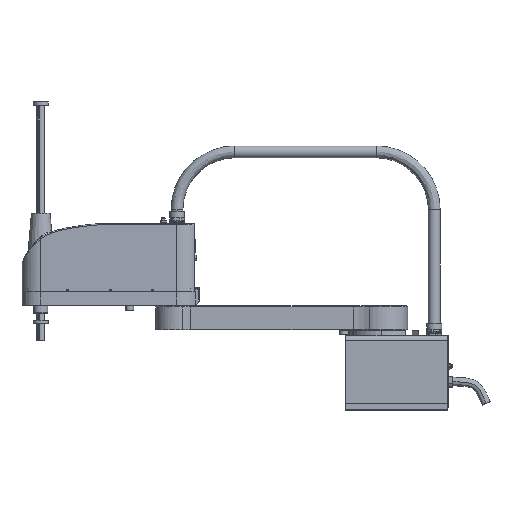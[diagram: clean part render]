
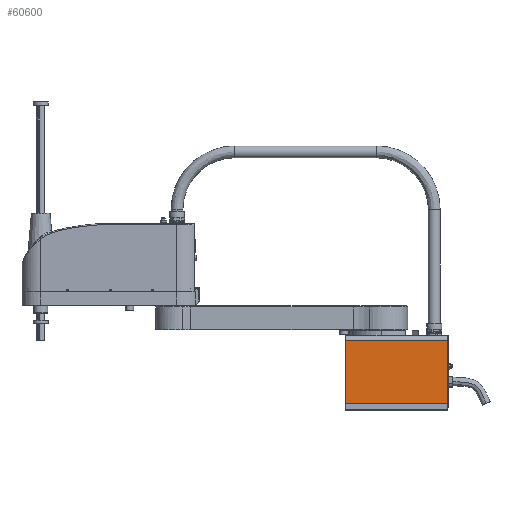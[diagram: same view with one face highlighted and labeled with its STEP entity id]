
A CAD part, top view. The second image highlights one B-rep face of the part: STEP entity #60600.
In plain terms, the highlighted planar face has unit normal (0, 0, 1).
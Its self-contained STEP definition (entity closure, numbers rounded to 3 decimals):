
#173 = VECTOR ( 'NONE', #26058, 1000. ) ;
#3149 = VECTOR ( 'NONE', #21874, 1000. ) ;
#7059 = LINE ( 'NONE', #47343, #31661 ) ;
#7334 = ORIENTED_EDGE ( 'NONE', *, *, #31901, .F. ) ;
#7368 = CARTESIAN_POINT ( 'NONE',  ( -105., 5., 105. ) ) ;
#12392 = ORIENTED_EDGE ( 'NONE', *, *, #41263, .F. ) ;
#13248 = LINE ( 'NONE', #59416, #173 ) ;
#15146 = VERTEX_POINT ( 'NONE', #49564 ) ;
#15572 = VECTOR ( 'NONE', #17483, 1000. ) ;
#17271 = PLANE ( 'NONE',  #46846 ) ;
#17483 = DIRECTION ( 'NONE',  ( 0., 1., 0. ) ) ;
#17500 = CARTESIAN_POINT ( 'NONE',  ( 195., 5., 105. ) ) ;
#20479 = CARTESIAN_POINT ( 'NONE',  ( -105., -10., 105. ) ) ;
#21874 = DIRECTION ( 'NONE',  ( 0., -1., 0. ) ) ;
#22438 = DIRECTION ( 'NONE',  ( 0., 1., 0. ) ) ;
#26058 = DIRECTION ( 'NONE',  ( 1., 0., 0. ) ) ;
#29295 = LINE ( 'NONE', #50887, #3149 ) ;
#29428 = CARTESIAN_POINT ( 'NONE',  ( -105., -193., 105. ) ) ;
#30447 = VERTEX_POINT ( 'NONE', #44074 ) ;
#31661 = VECTOR ( 'NONE', #52099, 1000. ) ;
#31901 = EDGE_CURVE ( 'NONE', #54096, #15146, #13248, .T. ) ;
#34275 = EDGE_CURVE ( 'NONE', #30447, #58426, #7059, .T. ) ;
#40651 = EDGE_CURVE ( 'NONE', #58426, #54096, #54262, .T. ) ;
#41263 = EDGE_CURVE ( 'NONE', #15146, #30447, #29295, .T. ) ;
#44074 = CARTESIAN_POINT ( 'NONE',  ( 195., -193., 105. ) ) ;
#46846 = AXIS2_PLACEMENT_3D ( 'NONE', #17500, #51429, #22438 ) ;
#47343 = CARTESIAN_POINT ( 'NONE',  ( 195., -193., 105. ) ) ;
#49564 = CARTESIAN_POINT ( 'NONE',  ( 195., -10., 105. ) ) ;
#50887 = CARTESIAN_POINT ( 'NONE',  ( 195., 5., 105. ) ) ;
#51429 = DIRECTION ( 'NONE',  ( 0., 0., -1. ) ) ;
#52099 = DIRECTION ( 'NONE',  ( -1., 0., 0. ) ) ;
#54096 = VERTEX_POINT ( 'NONE', #20479 ) ;
#54149 = EDGE_LOOP ( 'NONE', ( #12392, #7334, #56841, #56346 ) ) ;
#54262 = LINE ( 'NONE', #7368, #15572 ) ;
#56346 = ORIENTED_EDGE ( 'NONE', *, *, #34275, .F. ) ;
#56841 = ORIENTED_EDGE ( 'NONE', *, *, #40651, .F. ) ;
#58426 = VERTEX_POINT ( 'NONE', #29428 ) ;
#59416 = CARTESIAN_POINT ( 'NONE',  ( 195., -10., 105. ) ) ;
#59763 = FACE_OUTER_BOUND ( 'NONE', #54149, .T. ) ;
#60600 = ADVANCED_FACE ( 'NONE', ( #59763 ), #17271, .F. ) ;
